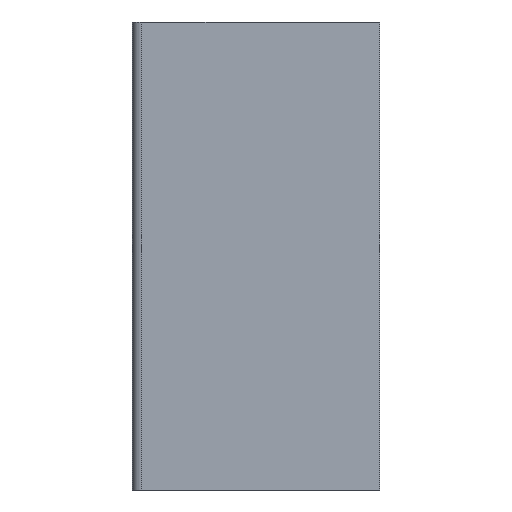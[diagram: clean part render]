
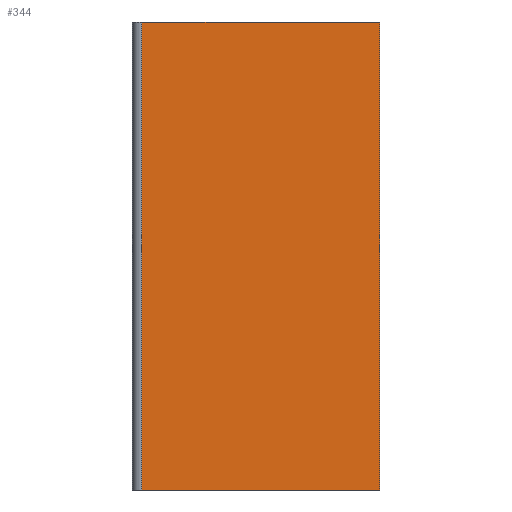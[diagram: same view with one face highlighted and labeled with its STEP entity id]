
A CAD part, left-side view. The second image highlights one B-rep face of the part: STEP entity #344.
In plain terms, the highlighted planar face has unit normal (-1, 0, 0).
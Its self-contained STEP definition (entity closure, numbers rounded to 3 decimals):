
#27=FACE_OUTER_BOUND('',#45,.T.);
#45=EDGE_LOOP('',(#272,#273,#274,#275));
#70=LINE('',#516,#112);
#89=LINE('',#559,#131);
#90=LINE('',#562,#132);
#91=LINE('',#563,#133);
#112=VECTOR('',#414,10.);
#131=VECTOR('',#455,10.);
#132=VECTOR('',#458,10.);
#133=VECTOR('',#459,10.);
#154=VERTEX_POINT('',#513);
#155=VERTEX_POINT('',#515);
#168=VERTEX_POINT('',#557);
#169=VERTEX_POINT('',#561);
#186=EDGE_CURVE('',#155,#154,#70,.T.);
#208=EDGE_CURVE('',#168,#154,#89,.T.);
#209=EDGE_CURVE('',#168,#169,#90,.T.);
#210=EDGE_CURVE('',#169,#155,#91,.T.);
#272=ORIENTED_EDGE('',*,*,#209,.T.);
#273=ORIENTED_EDGE('',*,*,#210,.T.);
#274=ORIENTED_EDGE('',*,*,#186,.T.);
#275=ORIENTED_EDGE('',*,*,#208,.F.);
#329=PLANE('',#388);
#344=ADVANCED_FACE('',(#27),#329,.T.);
#388=AXIS2_PLACEMENT_3D('',#560,#456,#457);
#414=DIRECTION('',(0.,-1.,0.));
#455=DIRECTION('',(0.,0.,-1.));
#456=DIRECTION('center_axis',(-1.,0.,0.));
#457=DIRECTION('ref_axis',(0.,0.,1.));
#458=DIRECTION('',(0.,1.,0.));
#459=DIRECTION('',(0.,0.,-1.));
#513=CARTESIAN_POINT('',(-12.,0.,-12.5));
#515=CARTESIAN_POINT('',(-12.,12.7,-12.5));
#516=CARTESIAN_POINT('',(-12.,0.,-12.5));
#557=CARTESIAN_POINT('',(-12.,0.,12.5));
#559=CARTESIAN_POINT('',(-12.,0.,0.));
#560=CARTESIAN_POINT('Origin',(-12.,0.,0.));
#561=CARTESIAN_POINT('',(-12.,12.7,12.5));
#562=CARTESIAN_POINT('',(-12.,0.,12.5));
#563=CARTESIAN_POINT('',(-12.,12.7,0.));
